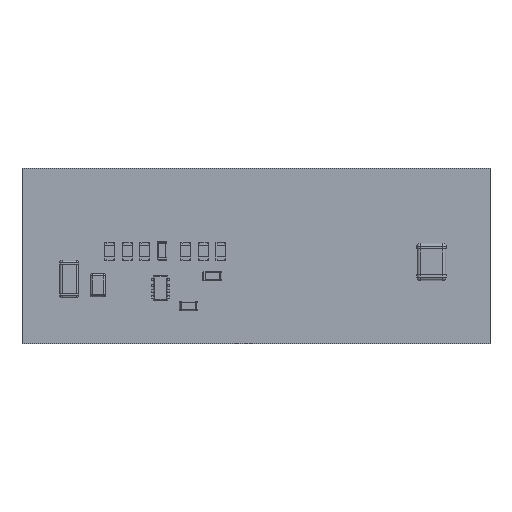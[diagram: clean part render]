
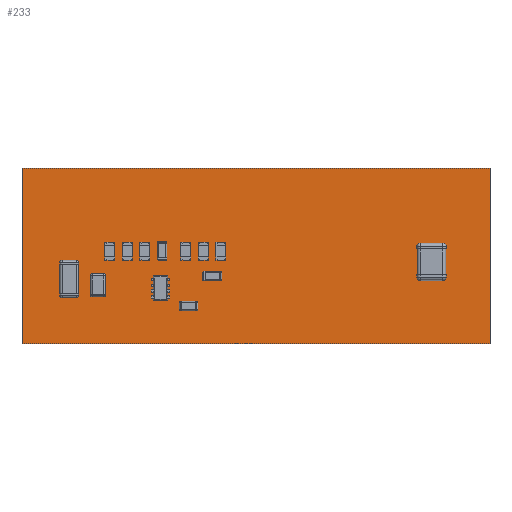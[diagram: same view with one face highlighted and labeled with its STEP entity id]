
A CAD part, top view. The second image highlights one B-rep face of the part: STEP entity #233.
In plain terms, the highlighted planar face has unit normal (0, 0, 1).
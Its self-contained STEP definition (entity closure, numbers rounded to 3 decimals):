
#104 = VERTEX_POINT('',#105);
#105 = CARTESIAN_POINT('',(0.,0.,0.411));
#111 = EDGE_CURVE('',#104,#112,#114,.T.);
#112 = VERTEX_POINT('',#113);
#113 = CARTESIAN_POINT('',(0.,15.,0.411));
#114 = LINE('',#115,#116);
#115 = CARTESIAN_POINT('',(0.,0.,0.411));
#116 = VECTOR('',#117,1.);
#117 = DIRECTION('',(0.,1.,0.));
#142 = EDGE_CURVE('',#112,#143,#145,.T.);
#143 = VERTEX_POINT('',#144);
#144 = CARTESIAN_POINT('',(40.,15.,0.411));
#145 = LINE('',#146,#147);
#146 = CARTESIAN_POINT('',(0.,15.,0.411));
#147 = VECTOR('',#148,1.);
#148 = DIRECTION('',(1.,0.,0.));
#173 = EDGE_CURVE('',#143,#174,#176,.T.);
#174 = VERTEX_POINT('',#175);
#175 = CARTESIAN_POINT('',(40.,0.,0.411));
#176 = LINE('',#177,#178);
#177 = CARTESIAN_POINT('',(40.,15.,0.411));
#178 = VECTOR('',#179,1.);
#179 = DIRECTION('',(0.,-1.,0.));
#204 = EDGE_CURVE('',#174,#104,#205,.T.);
#205 = LINE('',#206,#207);
#206 = CARTESIAN_POINT('',(40.,0.,0.411));
#207 = VECTOR('',#208,1.);
#208 = DIRECTION('',(-1.,0.,0.));
#233 = ADVANCED_FACE('',(#234),#240,.F.);
#234 = FACE_BOUND('',#235,.F.);
#235 = EDGE_LOOP('',(#236,#237,#238,#239));
#236 = ORIENTED_EDGE('',*,*,#111,.T.);
#237 = ORIENTED_EDGE('',*,*,#142,.T.);
#238 = ORIENTED_EDGE('',*,*,#173,.T.);
#239 = ORIENTED_EDGE('',*,*,#204,.T.);
#240 = PLANE('',#241);
#241 = AXIS2_PLACEMENT_3D('',#242,#243,#244);
#242 = CARTESIAN_POINT('',(20.,7.5,0.411));
#243 = DIRECTION('',(-0.,-0.,-1.));
#244 = DIRECTION('',(-1.,0.,0.));
